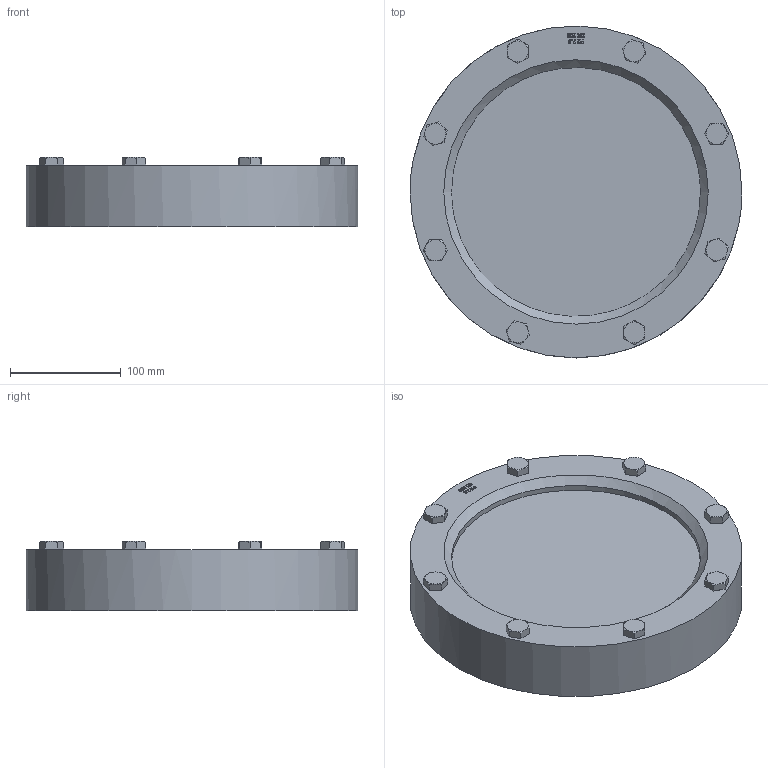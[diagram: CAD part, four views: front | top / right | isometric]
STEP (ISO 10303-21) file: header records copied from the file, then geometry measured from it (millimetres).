
FILE_DESCRIPTION(('HOOPS Exchange Step'),'2;1');
FILE_NAME('BS01_DN200.stp','2025-05-26T11:09:14+02:00',('nieru'),('Unknown organisation'),'HOOPS Exchange 2024.2','HOOPS Exchange','Unknown authorisation');
FILE_SCHEMA( ('AP203_CONFIGURATION_CONTROLLED_3D_DESIGN_OF_MECHANICAL_PARTS_AND_ASSEMBLIES_MIM_LF') );
Length unit declared in the file: millimetre
Products named in the file (1): root
Bounding box: 300 x 300 x 62.5 mm (x, y, z)
Volume: 2626378 mm3; surface area: 213741.2 mm2
Topology: 1 solids, 1 shells, 283 faces, 696 edges, 447 vertices
Faces by surface type: plane 139, bspline 75, cone 58, cylinder 11
Full cylindrical faces by diameter (mm): 17.2 x8, 225 x2, 300 x1
Entity records: 14462 total; most frequent: CARTESIAN_POINT 8549, ORIENTED_EDGE 1392, DIRECTION 830, EDGE_CURVE 696, VERTEX_POINT 447, EDGE_LOOP 315, FACE_BOUND 315, VECTOR 298
